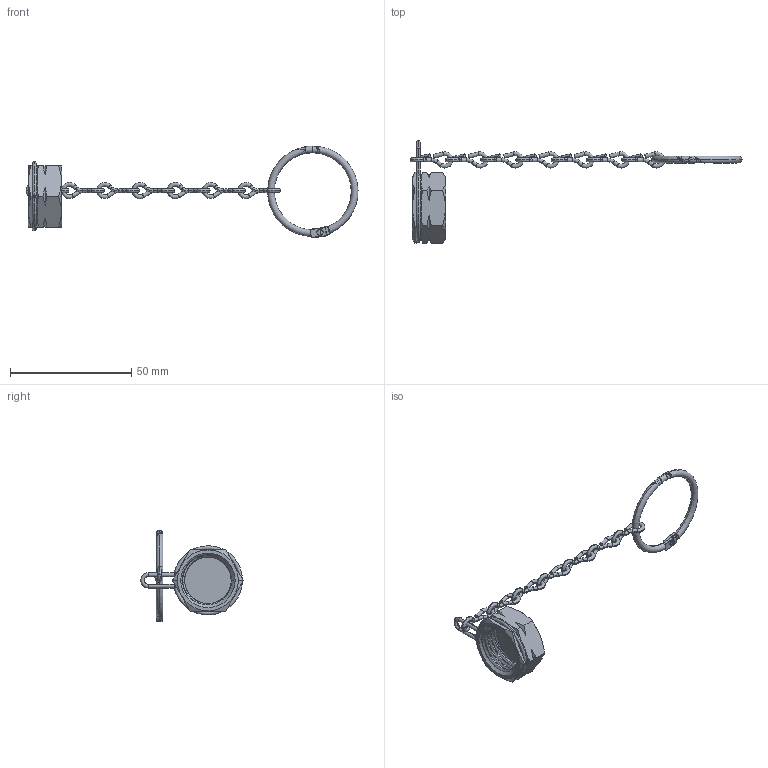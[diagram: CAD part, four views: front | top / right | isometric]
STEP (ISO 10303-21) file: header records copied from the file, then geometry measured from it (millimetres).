
FILE_DESCRIPTION (( 'STEP AP203' ), '1' );
FILE_NAME ('CAP-33BR-PR.STEP', '2025-08-20T13:36:18', ( '' ), ( '' ), 'SwSTEP 2.0', 'SolidWorks 2018', '' );
FILE_SCHEMA (( 'CONFIG_CONTROL_DESIGN' ));
Length unit declared in the file: inch
Products named in the file (9): ASY-000291; PRT-002255_SMALL PIN; PRT-000939; PRT-002245_RING-1.187D HALF; ASY-000418_Straight Chain; PRT-000010; PRT-000160; CAP-33BR-PR; PRT-002239_BRASS
Assembly tree (15 placements, depth 3):
  CAP-33BR-PR
    PRT-000939
    PRT-000160
    PRT-000010
    ASY-000418_Straight Chain
      PRT-002239_BRASS  x7
    ASY-000291
      PRT-002245_RING-1.187D HALF  x2
      PRT-002255_SMALL PIN
Bounding box: 137.06 x 42.47 x 37.87 mm (x, y, z)
Volume: 6096.2 mm3; surface area: 7118.3 mm2
Topology: 14 solids, 14 shells, 324 faces, 814 edges, 510 vertices
Faces by surface type: cylinder 119, torus 70, plane 57, bspline 40, cone 22, sphere 16
Entity records: 9731 total; most frequent: CARTESIAN_POINT 4849, ORIENTED_EDGE 854, DIRECTION 700, EDGE_CURVE 427, AXIS2_PLACEMENT_3D 297, VERTEX_POINT 289, B_SPLINE_CURVE_WITH_KNOTS 183, EDGE_LOOP 162
